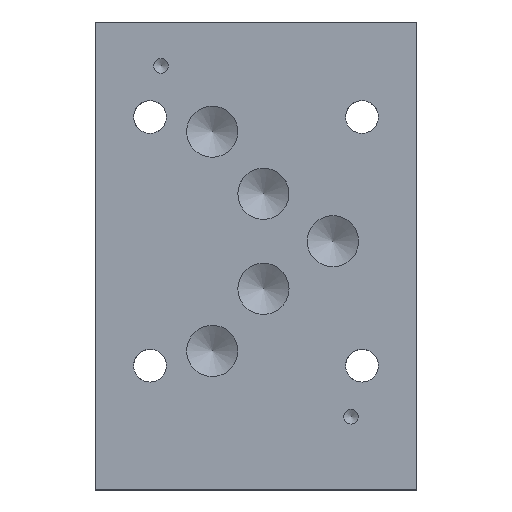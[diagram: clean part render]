
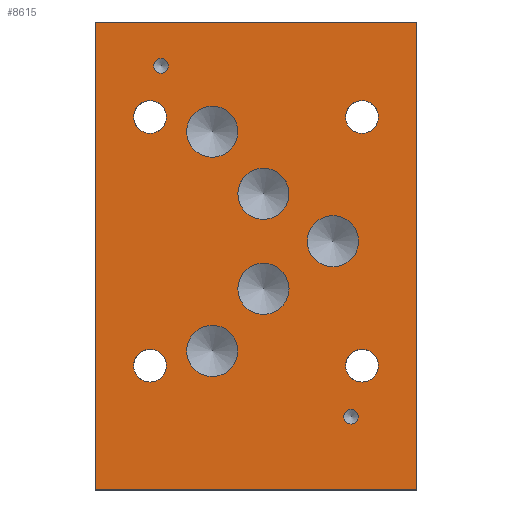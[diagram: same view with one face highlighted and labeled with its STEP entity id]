
A CAD part, top view. The second image highlights one B-rep face of the part: STEP entity #8615.
In plain terms, the highlighted planar face has unit normal (0, 0, 1).
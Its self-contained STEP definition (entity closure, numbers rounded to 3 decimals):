
#135=CIRCLE('',#9028,3.569);
#136=CIRCLE('',#9030,3.569);
#137=CIRCLE('',#9032,3.569);
#138=CIRCLE('',#9034,3.569);
#140=CIRCLE('',#9038,1.588);
#142=CIRCLE('',#9042,1.588);
#144=CIRCLE('',#9046,5.556);
#146=CIRCLE('',#9050,5.556);
#148=CIRCLE('',#9054,5.556);
#150=CIRCLE('',#9058,5.556);
#152=CIRCLE('',#9062,5.563);
#214=FACE_BOUND('',#1478,.T.);
#215=FACE_BOUND('',#1479,.T.);
#216=FACE_BOUND('',#1480,.T.);
#217=FACE_BOUND('',#1481,.T.);
#218=FACE_BOUND('',#1482,.T.);
#219=FACE_BOUND('',#1483,.T.);
#220=FACE_BOUND('',#1484,.T.);
#221=FACE_BOUND('',#1485,.T.);
#222=FACE_BOUND('',#1486,.T.);
#223=FACE_BOUND('',#1487,.T.);
#224=FACE_BOUND('',#1488,.T.);
#520=PLANE('',#9067);
#968=FACE_OUTER_BOUND('',#1477,.T.);
#1477=EDGE_LOOP('',(#7702,#7703,#7704,#7705));
#1478=EDGE_LOOP('',(#7706));
#1479=EDGE_LOOP('',(#7707));
#1480=EDGE_LOOP('',(#7708));
#1481=EDGE_LOOP('',(#7709));
#1482=EDGE_LOOP('',(#7710));
#1483=EDGE_LOOP('',(#7711));
#1484=EDGE_LOOP('',(#7712));
#1485=EDGE_LOOP('',(#7713));
#1486=EDGE_LOOP('',(#7714));
#1487=EDGE_LOOP('',(#7715));
#1488=EDGE_LOOP('',(#7716));
#1856=LINE('',#12786,#2746);
#2270=LINE('',#13768,#3160);
#2316=LINE('',#14102,#3206);
#2378=LINE('',#14505,#3268);
#2746=VECTOR('',#9657,10.);
#3160=VECTOR('',#10379,10.);
#3206=VECTOR('',#10451,10.);
#3268=VECTOR('',#10821,10.);
#3799=VERTEX_POINT('',#12783);
#3800=VERTEX_POINT('',#12785);
#4086=VERTEX_POINT('',#13766);
#4137=VERTEX_POINT('',#14101);
#4212=VERTEX_POINT('',#14426);
#4213=VERTEX_POINT('',#14430);
#4214=VERTEX_POINT('',#14434);
#4215=VERTEX_POINT('',#14438);
#4218=VERTEX_POINT('',#14447);
#4221=VERTEX_POINT('',#14456);
#4224=VERTEX_POINT('',#14465);
#4227=VERTEX_POINT('',#14474);
#4230=VERTEX_POINT('',#14483);
#4233=VERTEX_POINT('',#14492);
#4236=VERTEX_POINT('',#14501);
#4746=EDGE_CURVE('',#3800,#3799,#1856,.T.);
#5176=EDGE_CURVE('',#3799,#4086,#2270,.T.);
#5251=EDGE_CURVE('',#4137,#3800,#2316,.T.);
#5360=EDGE_CURVE('',#4212,#4212,#135,.T.);
#5362=EDGE_CURVE('',#4213,#4213,#136,.T.);
#5364=EDGE_CURVE('',#4214,#4214,#137,.T.);
#5366=EDGE_CURVE('',#4215,#4215,#138,.T.);
#5370=EDGE_CURVE('',#4218,#4218,#140,.T.);
#5374=EDGE_CURVE('',#4221,#4221,#142,.T.);
#5378=EDGE_CURVE('',#4224,#4224,#144,.T.);
#5382=EDGE_CURVE('',#4227,#4227,#146,.T.);
#5386=EDGE_CURVE('',#4230,#4230,#148,.T.);
#5390=EDGE_CURVE('',#4233,#4233,#150,.T.);
#5394=EDGE_CURVE('',#4236,#4236,#152,.T.);
#5396=EDGE_CURVE('',#4086,#4137,#2378,.T.);
#7702=ORIENTED_EDGE('',*,*,#5251,.T.);
#7703=ORIENTED_EDGE('',*,*,#4746,.T.);
#7704=ORIENTED_EDGE('',*,*,#5176,.T.);
#7705=ORIENTED_EDGE('',*,*,#5396,.T.);
#7706=ORIENTED_EDGE('',*,*,#5360,.T.);
#7707=ORIENTED_EDGE('',*,*,#5362,.T.);
#7708=ORIENTED_EDGE('',*,*,#5364,.T.);
#7709=ORIENTED_EDGE('',*,*,#5366,.T.);
#7710=ORIENTED_EDGE('',*,*,#5370,.T.);
#7711=ORIENTED_EDGE('',*,*,#5374,.T.);
#7712=ORIENTED_EDGE('',*,*,#5378,.T.);
#7713=ORIENTED_EDGE('',*,*,#5382,.T.);
#7714=ORIENTED_EDGE('',*,*,#5386,.T.);
#7715=ORIENTED_EDGE('',*,*,#5390,.T.);
#7716=ORIENTED_EDGE('',*,*,#5394,.T.);
#8615=ADVANCED_FACE('',(#968,#214,#215,#216,#217,#218,#219,#220,#221,#222,
#223,#224),#520,.T.);
#9028=AXIS2_PLACEMENT_3D('',#14427,#10731,#10732);
#9030=AXIS2_PLACEMENT_3D('',#14431,#10736,#10737);
#9032=AXIS2_PLACEMENT_3D('',#14435,#10741,#10742);
#9034=AXIS2_PLACEMENT_3D('',#14439,#10746,#10747);
#9038=AXIS2_PLACEMENT_3D('',#14448,#10756,#10757);
#9042=AXIS2_PLACEMENT_3D('',#14457,#10766,#10767);
#9046=AXIS2_PLACEMENT_3D('',#14466,#10776,#10777);
#9050=AXIS2_PLACEMENT_3D('',#14475,#10786,#10787);
#9054=AXIS2_PLACEMENT_3D('',#14484,#10796,#10797);
#9058=AXIS2_PLACEMENT_3D('',#14493,#10806,#10807);
#9062=AXIS2_PLACEMENT_3D('',#14502,#10816,#10817);
#9067=AXIS2_PLACEMENT_3D('',#14509,#10828,#10829);
#9657=DIRECTION('',(0.,1.,0.));
#10379=DIRECTION('',(-1.,0.,0.));
#10451=DIRECTION('',(1.,0.,0.));
#10731=DIRECTION('center_axis',(0.,0.,-1.));
#10732=DIRECTION('ref_axis',(1.,0.,0.));
#10736=DIRECTION('center_axis',(0.,0.,-1.));
#10737=DIRECTION('ref_axis',(1.,0.,0.));
#10741=DIRECTION('center_axis',(0.,0.,-1.));
#10742=DIRECTION('ref_axis',(1.,0.,0.));
#10746=DIRECTION('center_axis',(0.,0.,-1.));
#10747=DIRECTION('ref_axis',(1.,0.,0.));
#10756=DIRECTION('center_axis',(0.,0.,-1.));
#10757=DIRECTION('ref_axis',(1.,0.,0.));
#10766=DIRECTION('center_axis',(0.,0.,-1.));
#10767=DIRECTION('ref_axis',(1.,0.,0.));
#10776=DIRECTION('center_axis',(0.,0.,-1.));
#10777=DIRECTION('ref_axis',(1.,0.,0.));
#10786=DIRECTION('center_axis',(0.,0.,-1.));
#10787=DIRECTION('ref_axis',(1.,0.,0.));
#10796=DIRECTION('center_axis',(0.,0.,-1.));
#10797=DIRECTION('ref_axis',(1.,0.,0.));
#10806=DIRECTION('center_axis',(0.,0.,-1.));
#10807=DIRECTION('ref_axis',(1.,0.,0.));
#10816=DIRECTION('center_axis',(0.,0.,-1.));
#10817=DIRECTION('ref_axis',(1.,0.,0.));
#10821=DIRECTION('',(0.,-1.,0.));
#10828=DIRECTION('center_axis',(0.,0.,1.));
#10829=DIRECTION('ref_axis',(1.,0.,0.));
#12783=CARTESIAN_POINT('',(69.85,101.6,25.4));
#12785=CARTESIAN_POINT('',(69.85,0.,25.4));
#12786=CARTESIAN_POINT('',(69.85,0.,25.4));
#13766=CARTESIAN_POINT('',(0.,101.6,25.4));
#13768=CARTESIAN_POINT('',(69.85,101.6,25.4));
#14101=CARTESIAN_POINT('',(0.,0.,25.4));
#14102=CARTESIAN_POINT('',(0.,0.,25.4));
#14426=CARTESIAN_POINT('',(54.381,80.975,25.4));
#14427=CARTESIAN_POINT('Origin',(57.95,80.975,25.4));
#14430=CARTESIAN_POINT('',(8.344,26.975,25.4));
#14431=CARTESIAN_POINT('Origin',(11.913,26.975,25.4));
#14434=CARTESIAN_POINT('',(54.381,26.975,25.4));
#14435=CARTESIAN_POINT('Origin',(57.95,26.975,25.4));
#14438=CARTESIAN_POINT('',(8.331,80.988,25.4));
#14439=CARTESIAN_POINT('Origin',(11.9,80.988,25.4));
#14447=CARTESIAN_POINT('',(53.994,15.875,25.4));
#14448=CARTESIAN_POINT('Origin',(55.582,15.875,25.4));
#14456=CARTESIAN_POINT('',(12.719,92.075,25.4));
#14457=CARTESIAN_POINT('Origin',(14.307,92.075,25.4));
#14465=CARTESIAN_POINT('',(30.98,43.658,25.4));
#14466=CARTESIAN_POINT('Origin',(36.537,43.658,25.4));
#14474=CARTESIAN_POINT('',(19.87,77.788,25.4));
#14475=CARTESIAN_POINT('Origin',(25.427,77.788,25.4));
#14483=CARTESIAN_POINT('',(30.975,64.292,25.4));
#14484=CARTESIAN_POINT('Origin',(36.532,64.292,25.4));
#14492=CARTESIAN_POINT('',(19.87,30.163,25.4));
#14493=CARTESIAN_POINT('Origin',(25.427,30.163,25.4));
#14501=CARTESIAN_POINT('',(46.069,53.975,25.4));
#14502=CARTESIAN_POINT('Origin',(51.632,53.975,25.4));
#14505=CARTESIAN_POINT('',(0.,101.6,25.4));
#14509=CARTESIAN_POINT('Origin',(34.925,50.8,25.4));
